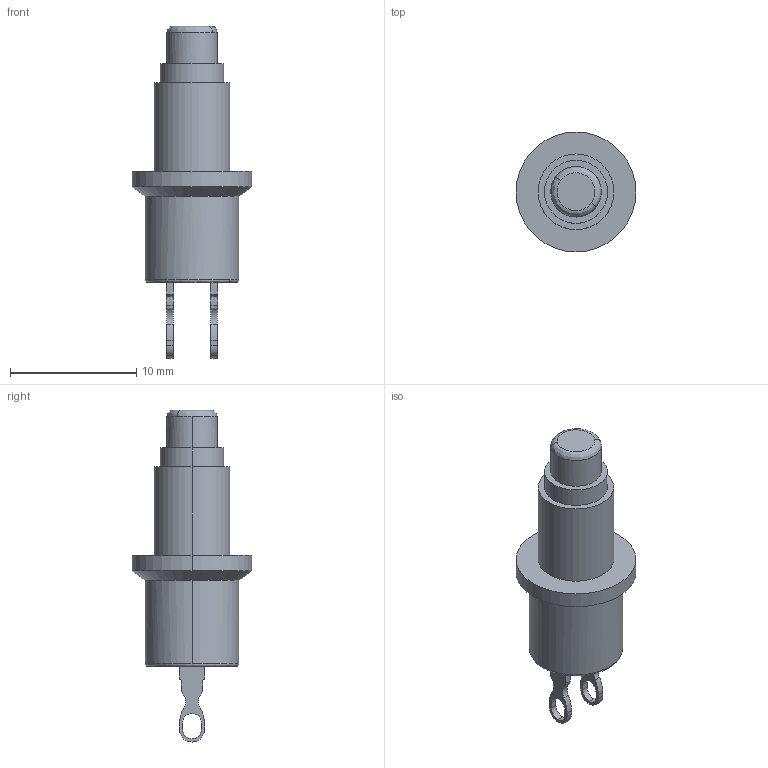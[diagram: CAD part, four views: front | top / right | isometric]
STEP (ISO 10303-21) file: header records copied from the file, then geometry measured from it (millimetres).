
FILE_DESCRIPTION (( 'STEP AP214' ), '1' );
FILE_NAME ('User Library-Knitter switch MSP 101 C.STEP', '2021-08-22T17:00:19', ( '' ), ( '' ), 'SwSTEP 2.0', 'SolidWorks 2021', '' );
FILE_SCHEMA (( 'AUTOMOTIVE_DESIGN' ));
Length unit declared in the file: millimetre
Products named in the file (1): User Library-Knitter switch MSP 101 C
Bounding box: 9.5 x 9.5 x 26.3 mm (x, y, z)
Volume: 695.3 mm3; surface area: 578.9 mm2
Topology: 1 solids, 1 shells, 75 faces, 204 edges, 136 vertices
Faces by surface type: cylinder 40, plane 29, bspline 4, cone 2
Entity records: 2977 total; most frequent: CARTESIAN_POINT 750, DIRECTION 428, ORIENTED_EDGE 408, EDGE_CURVE 204, AXIS2_PLACEMENT_3D 160, VERTEX_POINT 136, VECTOR 108, LINE 108
